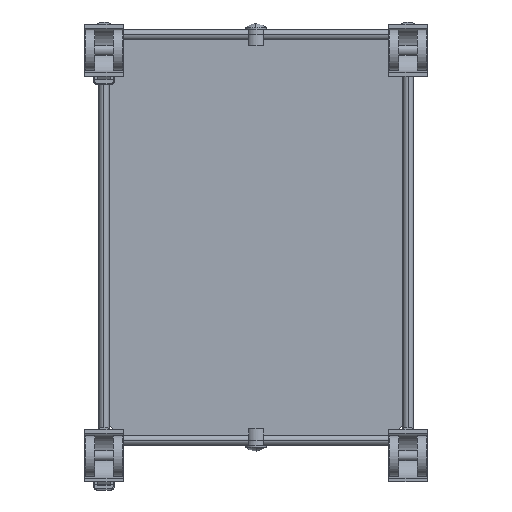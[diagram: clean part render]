
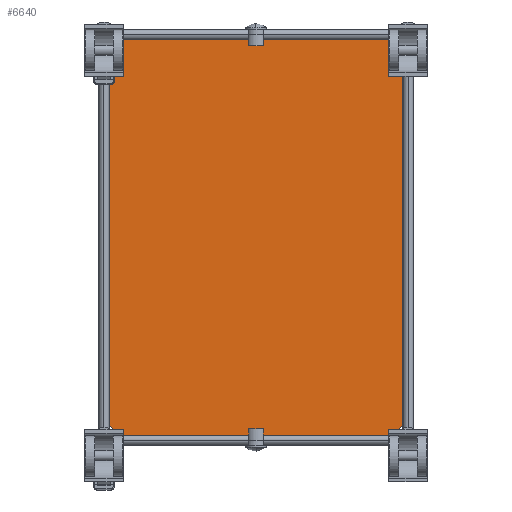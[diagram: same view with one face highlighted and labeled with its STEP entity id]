
A CAD part, front view. The second image highlights one B-rep face of the part: STEP entity #6640.
In plain terms, the highlighted planar face has unit normal (0, -1, 0).
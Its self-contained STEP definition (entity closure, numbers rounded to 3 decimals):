
#23 = CARTESIAN_POINT ( 'NONE',  ( -202.5, 0., -127.5 ) ) ;
#24 = DIRECTION ( 'NONE',  ( -0.707, 0., 0.707 ) ) ;
#29 = CARTESIAN_POINT ( 'NONE',  ( -202.5, 0., -127.5 ) ) ;
#30 = DIRECTION ( 'NONE',  ( 0., 0., 1. ) ) ;
#35 = CARTESIAN_POINT ( 'NONE',  ( -202.5, 0., 127.5 ) ) ;
#36 = DIRECTION ( 'NONE',  ( 0.707, 0., 0.707 ) ) ;
#41 = CARTESIAN_POINT ( 'NONE',  ( -177.5, 0., 152.5 ) ) ;
#42 = DIRECTION ( 'NONE',  ( 1., 0., 0. ) ) ;
#47 = CARTESIAN_POINT ( 'NONE',  ( 177.5, 0., 152.5 ) ) ;
#48 = DIRECTION ( 'NONE',  ( 0.707, 0., -0.707 ) ) ;
#52 = CARTESIAN_POINT ( 'NONE',  ( 202.5, 0., -127.5 ) ) ;
#53 = DIRECTION ( 'NONE',  ( 0., 0., -1. ) ) ;
#57 = CARTESIAN_POINT ( 'NONE',  ( 177.5, 0., -152.5 ) ) ;
#58 = DIRECTION ( 'NONE',  ( -0.707, 0., -0.707 ) ) ;
#265 = VERTEX_POINT ( 'NONE', #4254 ) ;
#288 = VERTEX_POINT ( 'NONE', #4275 ) ;
#289 = VERTEX_POINT ( 'NONE', #4238 ) ;
#294 = VERTEX_POINT ( 'NONE', #4241 ) ;
#329 = VERTEX_POINT ( 'NONE', #899 ) ;
#334 = VERTEX_POINT ( 'NONE', #954 ) ;
#377 = VERTEX_POINT ( 'NONE', #6513 ) ;
#378 = VERTEX_POINT ( 'NONE', #6528 ) ;
#836 = CARTESIAN_POINT ( 'NONE',  ( -177.5, 0., -152.5 ) ) ;
#841 = DIRECTION ( 'NONE',  ( -1., 0., 0. ) ) ;
#899 = CARTESIAN_POINT ( 'NONE',  ( -202.5, 0., 127.5 ) ) ;
#954 = CARTESIAN_POINT ( 'NONE',  ( 177.5, 0., -152.5 ) ) ;
#1764 = LINE ( 'NONE', #836, #1769 ) ;
#1769 = VECTOR ( 'NONE', #841, 1000. ) ;
#1772 = LINE ( 'NONE', #23, #1775 ) ;
#1775 = VECTOR ( 'NONE', #24, 1000. ) ;
#1778 = LINE ( 'NONE', #29, #1781 ) ;
#1781 = VECTOR ( 'NONE', #30, 1000. ) ;
#1784 = LINE ( 'NONE', #35, #1787 ) ;
#1787 = VECTOR ( 'NONE', #36, 1000. ) ;
#1790 = LINE ( 'NONE', #41, #1793 ) ;
#1793 = VECTOR ( 'NONE', #42, 1000. ) ;
#1796 = LINE ( 'NONE', #47, #1799 ) ;
#1799 = VECTOR ( 'NONE', #48, 1000. ) ;
#1802 = LINE ( 'NONE', #52, #1805 ) ;
#1805 = VECTOR ( 'NONE', #53, 1000. ) ;
#1808 = LINE ( 'NONE', #57, #1811 ) ;
#1811 = VECTOR ( 'NONE', #58, 1000. ) ;
#3044 = CARTESIAN_POINT ( 'NONE',  ( 0., 0., 0. ) ) ;
#3051 = PLANE ( 'NONE',  #5021 ) ;
#3053 = DIRECTION ( 'NONE',  ( 0., -1., 0. ) ) ;
#3054 = DIRECTION ( 'NONE',  ( 0., 0., -1. ) ) ;
#3979 = FACE_OUTER_BOUND ( 'NONE', #6784, .T. ) ;
#4238 = CARTESIAN_POINT ( 'NONE',  ( -177.5, 0., -152.5 ) ) ;
#4241 = CARTESIAN_POINT ( 'NONE',  ( -177.5, 0., 152.5 ) ) ;
#4254 = CARTESIAN_POINT ( 'NONE',  ( 202.5, 0., 127.5 ) ) ;
#4275 = CARTESIAN_POINT ( 'NONE',  ( 202.5, 0., -127.5 ) ) ;
#5021 = AXIS2_PLACEMENT_3D ( 'NONE', #3044, #3053, #3054 ) ;
#6203 = EDGE_CURVE ( 'NONE', #334, #289, #1764, .T. ) ;
#6206 = EDGE_CURVE ( 'NONE', #289, #378, #1772, .T. ) ;
#6209 = EDGE_CURVE ( 'NONE', #378, #329, #1778, .T. ) ;
#6212 = EDGE_CURVE ( 'NONE', #329, #294, #1784, .T. ) ;
#6215 = EDGE_CURVE ( 'NONE', #294, #377, #1790, .T. ) ;
#6218 = EDGE_CURVE ( 'NONE', #377, #265, #1796, .T. ) ;
#6221 = EDGE_CURVE ( 'NONE', #265, #288, #1802, .T. ) ;
#6224 = EDGE_CURVE ( 'NONE', #288, #334, #1808, .T. ) ;
#6513 = CARTESIAN_POINT ( 'NONE',  ( 177.5, 0., 152.5 ) ) ;
#6528 = CARTESIAN_POINT ( 'NONE',  ( -202.5, 0., -127.5 ) ) ;
#6640 = ADVANCED_FACE ( 'NONE', ( #3979 ), #3051, .T. ) ;
#6784 = EDGE_LOOP ( 'NONE', ( #7018, #7019, #7020, #7021, #7022, #7023, #7024, #7025 ) ) ;
#7018 = ORIENTED_EDGE ( 'NONE', *, *, #6203, .F. ) ;
#7019 = ORIENTED_EDGE ( 'NONE', *, *, #6224, .F. ) ;
#7020 = ORIENTED_EDGE ( 'NONE', *, *, #6221, .F. ) ;
#7021 = ORIENTED_EDGE ( 'NONE', *, *, #6218, .F. ) ;
#7022 = ORIENTED_EDGE ( 'NONE', *, *, #6215, .F. ) ;
#7023 = ORIENTED_EDGE ( 'NONE', *, *, #6212, .F. ) ;
#7024 = ORIENTED_EDGE ( 'NONE', *, *, #6209, .F. ) ;
#7025 = ORIENTED_EDGE ( 'NONE', *, *, #6206, .F. ) ;
